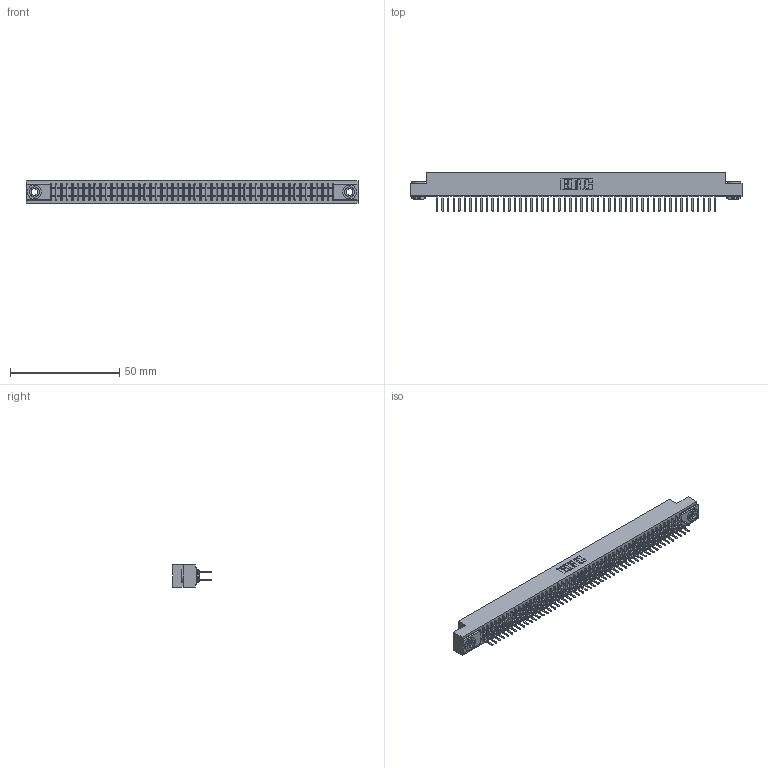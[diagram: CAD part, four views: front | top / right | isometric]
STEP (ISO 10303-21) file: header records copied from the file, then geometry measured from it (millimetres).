
FILE_DESCRIPTION (( 'STEP AP203' ), '1' );
FILE_NAME ('391-102-521-203.STEP', '2018-08-09T19:49:41', ( '' ), ( '' ), 'SwSTEP 2.0', 'SolidWorks 2016', '' );
FILE_SCHEMA (( 'CONFIG_CONTROL_DESIGN' ));
Products named in the file (4): 341 Part_.156 (3.96) Dia Mounting Holes; 341-292-001_341-292-121; 345-250-002_345-250-002-102; 391-102-521-203
Assembly tree (105 placements, depth 2):
  391-102-521-203
    341 Part_.156 (3.96) Dia Mounting Holes
    341-292-001_341-292-121  x102
    345-250-002_345-250-002-102  x2
Bounding box: 151.76 x 17.7 x 10.16 mm (x, y, z)
Volume: 11293.6 mm3; surface area: 21025.3 mm2
Topology: 105 solids, 105 shells, 6900 faces, 19961 edges, 12926 vertices
Faces by surface type: plane 4172, cylinder 2516, sphere 104, torus 100, cone 8
Entity records: 61587 total; most frequent: CARTESIAN_POINT 10218, ORIENTED_EDGE 10146, DIRECTION 9925, EDGE_CURVE 5073, VECTOR 4099, LINE 4099, VERTEX_POINT 3206, AXIS2_PLACEMENT_3D 2913
